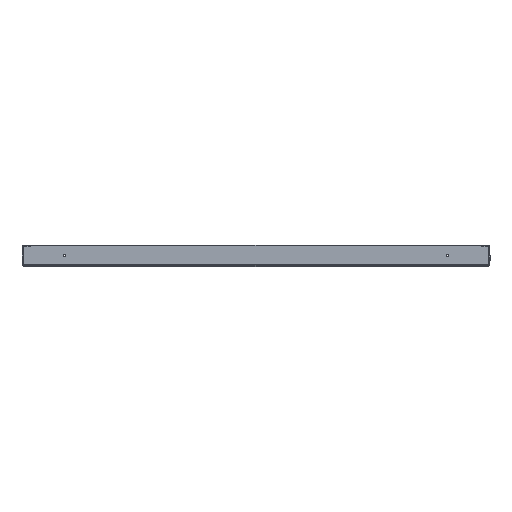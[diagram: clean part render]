
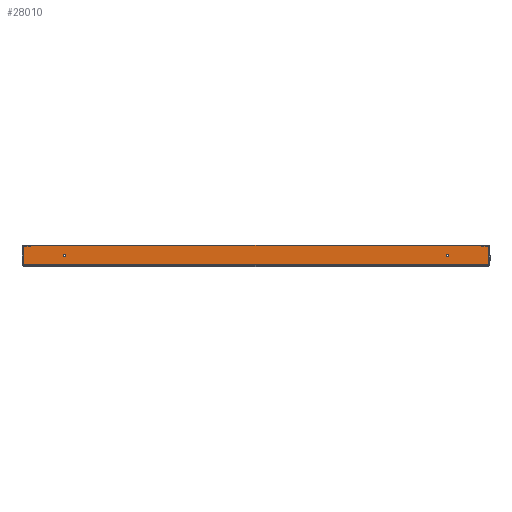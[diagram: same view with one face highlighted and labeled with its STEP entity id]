
A CAD part, front view. The second image highlights one B-rep face of the part: STEP entity #28010.
In plain terms, the highlighted planar face has unit normal (0, -1, 0).
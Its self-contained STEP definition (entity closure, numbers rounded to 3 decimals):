
#256 = CARTESIAN_POINT ( 'NONE',  ( -545.929, -900., 47. ) ) ;
#2922 = VECTOR ( 'NONE', #43630, 1000. ) ;
#3114 = DIRECTION ( 'NONE',  ( 0., 0., 1. ) ) ;
#3166 = DIRECTION ( 'NONE',  ( 0., 1., 0. ) ) ;
#3668 = EDGE_LOOP ( 'NONE', ( #19033, #7535 ) ) ;
#3993 = EDGE_CURVE ( 'NONE', #35922, #21457, #32970, .T. ) ;
#4380 = AXIS2_PLACEMENT_3D ( 'NONE', #27547, #6341, #3114 ) ;
#5422 = CARTESIAN_POINT ( 'NONE',  ( -546.929, -900., 46. ) ) ;
#5807 = LINE ( 'NONE', #22188, #2922 ) ;
#5924 = CARTESIAN_POINT ( 'NONE',  ( -450., -900., 23.5 ) ) ;
#6062 = DIRECTION ( 'NONE',  ( 0., -1., 0. ) ) ;
#6341 = DIRECTION ( 'NONE',  ( 0., 1., 0. ) ) ;
#7385 = AXIS2_PLACEMENT_3D ( 'NONE', #5924, #47278, #17474 ) ;
#7535 = ORIENTED_EDGE ( 'NONE', *, *, #40130, .T. ) ;
#8284 = CARTESIAN_POINT ( 'NONE',  ( -550., -900., 3. ) ) ;
#9750 = EDGE_CURVE ( 'NONE', #21457, #51473, #30963, .T. ) ;
#10778 = CIRCLE ( 'NONE', #29619, 3. ) ;
#11475 = CARTESIAN_POINT ( 'NONE',  ( 450., -900., 20.5 ) ) ;
#16263 = VERTEX_POINT ( 'NONE', #19269 ) ;
#16292 = EDGE_CURVE ( 'NONE', #32340, #42289, #10778, .T. ) ;
#17474 = DIRECTION ( 'NONE',  ( 0., 0., 1. ) ) ;
#18514 = CIRCLE ( 'NONE', #7385, 3. ) ;
#18976 = FACE_BOUND ( 'NONE', #42384, .T. ) ;
#19033 = ORIENTED_EDGE ( 'NONE', *, *, #31865, .T. ) ;
#19269 = CARTESIAN_POINT ( 'NONE',  ( -450., -900., 26.5 ) ) ;
#19862 = CARTESIAN_POINT ( 'NONE',  ( 450., -900., 23.5 ) ) ;
#20279 = EDGE_LOOP ( 'NONE', ( #37316, #29801, #22528, #21767, #34525, #48547 ) ) ;
#21457 = VERTEX_POINT ( 'NONE', #48437 ) ;
#21602 = VERTEX_POINT ( 'NONE', #5422 ) ;
#21767 = ORIENTED_EDGE ( 'NONE', *, *, #25312, .F. ) ;
#22188 = CARTESIAN_POINT ( 'NONE',  ( -546.929, -900., 0. ) ) ;
#22528 = ORIENTED_EDGE ( 'NONE', *, *, #49562, .F. ) ;
#22786 = DIRECTION ( 'NONE',  ( 0., 0., 1. ) ) ;
#23055 = LINE ( 'NONE', #51813, #50338 ) ;
#23844 = EDGE_CURVE ( 'NONE', #51473, #21602, #41774, .T. ) ;
#23912 = CARTESIAN_POINT ( 'NONE',  ( 546.929, -900., 3. ) ) ;
#24085 = DIRECTION ( 'NONE',  ( 0., 0., 1. ) ) ;
#25296 = CARTESIAN_POINT ( 'NONE',  ( -545.929, -900., 46. ) ) ;
#25312 = EDGE_CURVE ( 'NONE', #35736, #30164, #39983, .T. ) ;
#26745 = FACE_BOUND ( 'NONE', #3668, .T. ) ;
#27066 = CARTESIAN_POINT ( 'NONE',  ( 546.929, -900., 46. ) ) ;
#27547 = CARTESIAN_POINT ( 'NONE',  ( 0., -900., 0. ) ) ;
#28010 = ADVANCED_FACE ( 'NONE', ( #26745, #18976, #39888 ), #31840, .F. ) ;
#28411 = CARTESIAN_POINT ( 'NONE',  ( -546.929, -900., 3. ) ) ;
#28535 = CARTESIAN_POINT ( 'NONE',  ( -450., -900., 20.5 ) ) ;
#28950 = CIRCLE ( 'NONE', #53019, 3. ) ;
#29619 = AXIS2_PLACEMENT_3D ( 'NONE', #51524, #39659, #24085 ) ;
#29801 = ORIENTED_EDGE ( 'NONE', *, *, #23844, .T. ) ;
#30164 = VERTEX_POINT ( 'NONE', #28411 ) ;
#30771 = DIRECTION ( 'NONE',  ( 0., 0., 1. ) ) ;
#30793 = VECTOR ( 'NONE', #49129, 1000. ) ;
#30963 = LINE ( 'NONE', #36058, #39107 ) ;
#31840 = PLANE ( 'NONE',  #4380 ) ;
#31865 = EDGE_CURVE ( 'NONE', #16263, #42667, #18514, .T. ) ;
#32340 = VERTEX_POINT ( 'NONE', #11475 ) ;
#32386 = AXIS2_PLACEMENT_3D ( 'NONE', #19862, #48073, #39721 ) ;
#32970 = CIRCLE ( 'NONE', #40705, 1. ) ;
#33113 = DIRECTION ( 'NONE',  ( 0., 0., 1. ) ) ;
#34525 = ORIENTED_EDGE ( 'NONE', *, *, #35956, .T. ) ;
#34532 = CARTESIAN_POINT ( 'NONE',  ( 545.929, -900., 46. ) ) ;
#35521 = DIRECTION ( 'NONE',  ( -1., 0., 0. ) ) ;
#35736 = VERTEX_POINT ( 'NONE', #23912 ) ;
#35922 = VERTEX_POINT ( 'NONE', #27066 ) ;
#35956 = EDGE_CURVE ( 'NONE', #35736, #35922, #23055, .T. ) ;
#36058 = CARTESIAN_POINT ( 'NONE',  ( 0., -900., 47. ) ) ;
#36184 = DIRECTION ( 'NONE',  ( 0., 0., 1. ) ) ;
#37139 = DIRECTION ( 'NONE',  ( 0., -1., 0. ) ) ;
#37316 = ORIENTED_EDGE ( 'NONE', *, *, #9750, .T. ) ;
#39107 = VECTOR ( 'NONE', #35521, 1000. ) ;
#39659 = DIRECTION ( 'NONE',  ( 0., 1., 0. ) ) ;
#39721 = DIRECTION ( 'NONE',  ( 0., 0., 1. ) ) ;
#39888 = FACE_OUTER_BOUND ( 'NONE', #20279, .T. ) ;
#39891 = CARTESIAN_POINT ( 'NONE',  ( 450., -900., 26.5 ) ) ;
#39940 = CARTESIAN_POINT ( 'NONE',  ( -450., -900., 23.5 ) ) ;
#39983 = LINE ( 'NONE', #8284, #30793 ) ;
#40130 = EDGE_CURVE ( 'NONE', #42667, #16263, #28950, .T. ) ;
#40705 = AXIS2_PLACEMENT_3D ( 'NONE', #34532, #6062, #30771 ) ;
#41774 = CIRCLE ( 'NONE', #46942, 1. ) ;
#42289 = VERTEX_POINT ( 'NONE', #39891 ) ;
#42384 = EDGE_LOOP ( 'NONE', ( #45122, #47269 ) ) ;
#42667 = VERTEX_POINT ( 'NONE', #28535 ) ;
#43630 = DIRECTION ( 'NONE',  ( 0., 0., 1. ) ) ;
#45122 = ORIENTED_EDGE ( 'NONE', *, *, #45342, .T. ) ;
#45342 = EDGE_CURVE ( 'NONE', #42289, #32340, #48686, .T. ) ;
#46942 = AXIS2_PLACEMENT_3D ( 'NONE', #25296, #37139, #33113 ) ;
#47269 = ORIENTED_EDGE ( 'NONE', *, *, #16292, .T. ) ;
#47278 = DIRECTION ( 'NONE',  ( 0., 1., 0. ) ) ;
#48073 = DIRECTION ( 'NONE',  ( 0., 1., 0. ) ) ;
#48437 = CARTESIAN_POINT ( 'NONE',  ( 545.929, -900., 47. ) ) ;
#48547 = ORIENTED_EDGE ( 'NONE', *, *, #3993, .T. ) ;
#48686 = CIRCLE ( 'NONE', #32386, 3. ) ;
#49129 = DIRECTION ( 'NONE',  ( -1., 0., 0. ) ) ;
#49562 = EDGE_CURVE ( 'NONE', #30164, #21602, #5807, .T. ) ;
#50338 = VECTOR ( 'NONE', #22786, 1000. ) ;
#51473 = VERTEX_POINT ( 'NONE', #256 ) ;
#51524 = CARTESIAN_POINT ( 'NONE',  ( 450., -900., 23.5 ) ) ;
#51813 = CARTESIAN_POINT ( 'NONE',  ( 546.929, -900., 0. ) ) ;
#53019 = AXIS2_PLACEMENT_3D ( 'NONE', #39940, #3166, #36184 ) ;
